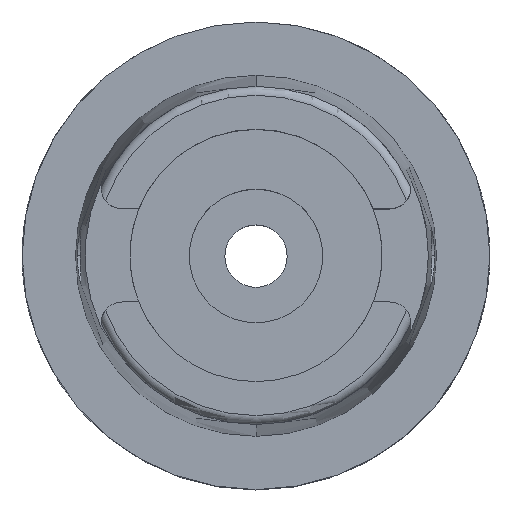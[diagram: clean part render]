
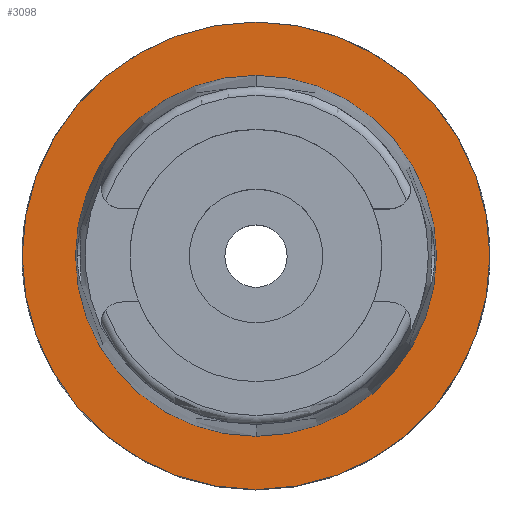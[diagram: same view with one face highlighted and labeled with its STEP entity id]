
A CAD part, top view. The second image highlights one B-rep face of the part: STEP entity #3098.
In plain terms, the highlighted planar face has unit normal (0, 0, 1).
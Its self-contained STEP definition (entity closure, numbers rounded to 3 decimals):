
#669=CARTESIAN_POINT('',(0.,0.,0.));
#670=DIRECTION('',(0.,0.,-1.));
#671=DIRECTION('',(0.,-1.,0.));
#672=AXIS2_PLACEMENT_3D('',#669,#670,#671);
#677=CARTESIAN_POINT('',(0.,0.,0.));
#678=DIRECTION('',(0.,0.,-1.));
#679=DIRECTION('',(0.,1.,0.));
#680=AXIS2_PLACEMENT_3D('',#677,#678,#679);
#685=CARTESIAN_POINT('',(0.,0.,0.));
#686=DIRECTION('',(0.,0.,1.));
#687=DIRECTION('',(0.,-1.,0.));
#688=AXIS2_PLACEMENT_3D('',#685,#686,#687);
#693=CARTESIAN_POINT('',(0.,0.,0.));
#694=DIRECTION('',(0.,0.,1.));
#695=DIRECTION('',(0.,1.,0.));
#696=AXIS2_PLACEMENT_3D('',#693,#694,#695);
#2426=CARTESIAN_POINT('',(0.,-24.315,0.));
#2427=VERTEX_POINT('',#2426);
#2428=CARTESIAN_POINT('',(0.,24.315,0.));
#2429=VERTEX_POINT('',#2428);
#2706=CARTESIAN_POINT('',(0.,31.5,0.));
#2707=VERTEX_POINT('',#2706);
#2708=CARTESIAN_POINT('',(0.,-31.5,0.));
#2709=VERTEX_POINT('',#2708);
#3083=CARTESIAN_POINT('',(0.,0.,0.));
#3084=DIRECTION('',(0.,0.,1.));
#3085=DIRECTION('',(0.,1.,0.));
#3086=AXIS2_PLACEMENT_3D('',#3083,#3084,#3085);
#3087=PLANE('',#3086);
#3089=ORIENTED_EDGE('',*,*,#3088,.T.);
#3091=ORIENTED_EDGE('',*,*,#3090,.T.);
#3092=EDGE_LOOP('',(#3089,#3091));
#3093=FACE_OUTER_BOUND('',#3092,.F.);
#3094=ORIENTED_EDGE('',*,*,#3041,.T.);
#3095=ORIENTED_EDGE('',*,*,#2830,.T.);
#3096=EDGE_LOOP('',(#3094,#3095));
#3097=FACE_BOUND('',#3096,.F.);
#673=CIRCLE('',#672,31.5);
#681=CIRCLE('',#680,31.5);
#689=CIRCLE('',#688,24.315);
#697=CIRCLE('',#696,24.315);
#2830=EDGE_CURVE('',#2429,#2427,#697,.T.);
#3041=EDGE_CURVE('',#2427,#2429,#689,.T.);
#3088=EDGE_CURVE('',#2709,#2707,#673,.T.);
#3090=EDGE_CURVE('',#2707,#2709,#681,.T.);
#3098=ADVANCED_FACE('',(#3093,#3097),#3087,.T.);
